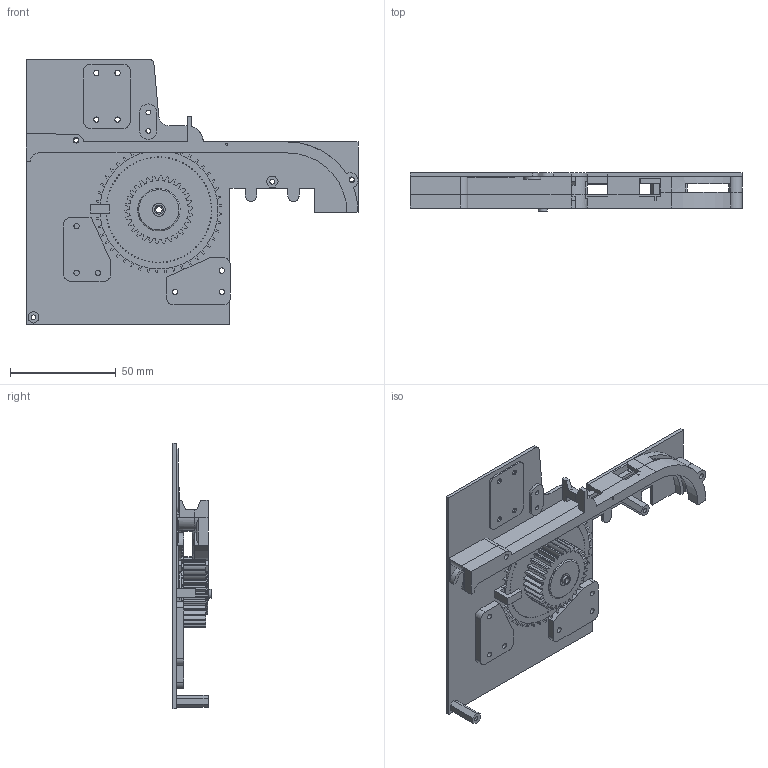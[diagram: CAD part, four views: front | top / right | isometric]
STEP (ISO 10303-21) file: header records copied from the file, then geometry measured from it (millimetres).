
FILE_DESCRIPTION(('FreeCAD Model'),'2;1');
FILE_NAME('PCB_Assambly_old.step','2021-01-19T21:15:42',('Author'),(''), 'Open CASCADE STEP processor 7.3','FreeCAD','Unknown');
FILE_SCHEMA(('AUTOMOTIVE_DESIGN { 1 0 10303 214 1 1 1 1 }'));
Length unit declared in the file: millimetre
Products named in the file (13): 15mm_Spacer_Hex; tape_bot; Gear30; thick_sproc_bot; Sprocket_45; TapeGearSpacer; 15mm_Spacer_Hex001; F-Wall_8mm; 15mm_Spacer_Round; Encoder; B-PCB; B-Wall_8mm; thick_sproc_bot001
Bounding box: 156.63 x 18 x 125.2 mm (x, y, z)
Volume: 47503.4 mm3; surface area: 53475 mm2
Topology: 13 solids, 13 shells, 842 faces, 2423 edges, 1612 vertices
Faces by surface type: plane 573, cylinder 266, torus 2, bspline 1
Full cylindrical faces by diameter (mm): 0.3 x90, 1 x2, 2.2 x7, 2.5 x14, 2.6 x5, 3 x2, 4.2 x1, 6 x2, 6.2 x2, 20 x2
Entity records: 60178 total; most frequent: CARTESIAN_POINT 10784, DIRECTION 9193, LINE 5953, VECTOR 5953, ORIENTED_EDGE 4846, PCURVE 4846, DEFINITIONAL_REPRESENTATION 4846, EDGE_CURVE 2423
